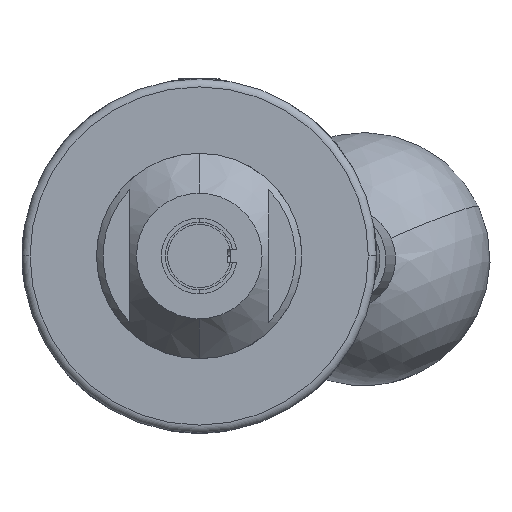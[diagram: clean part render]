
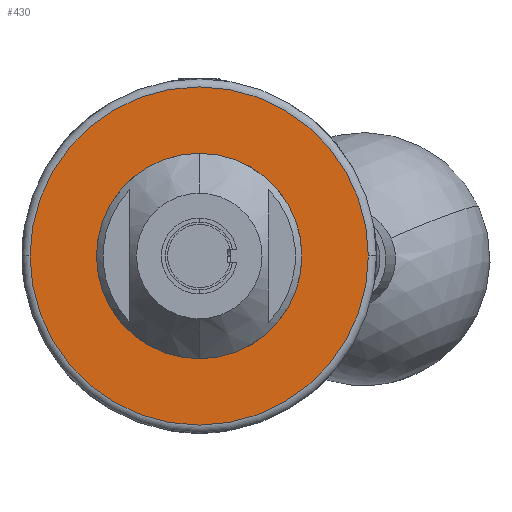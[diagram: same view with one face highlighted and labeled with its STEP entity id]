
A CAD part, left-side view. The second image highlights one B-rep face of the part: STEP entity #430.
In plain terms, the highlighted planar face has unit normal (-1, 0, 0).
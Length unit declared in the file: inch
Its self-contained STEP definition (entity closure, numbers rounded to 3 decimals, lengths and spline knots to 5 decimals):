
#139 = EDGE_CURVE ( 'NONE', #7346, #2863, #1178, .T. ) ;
#200 = FACE_OUTER_BOUND ( 'NONE', #1690, .T. ) ;
#430 = ADVANCED_FACE ( 'NONE', ( #7861, #200 ), #3077, .F. ) ;
#1178 = CIRCLE ( 'NONE', #5231, 0.1985 ) ;
#1690 = EDGE_LOOP ( 'NONE', ( #2404, #3866 ) ) ;
#1726 = AXIS2_PLACEMENT_3D ( 'NONE', #8564, #11428, #5511 ) ;
#2129 = VERTEX_POINT ( 'NONE', #8613 ) ;
#2263 = DIRECTION ( 'NONE',  ( 0., -1., 0. ) ) ;
#2404 = ORIENTED_EDGE ( 'NONE', *, *, #9349, .T. ) ;
#2863 = VERTEX_POINT ( 'NONE', #3304 ) ;
#2933 = CIRCLE ( 'NONE', #9557, 0.1985 ) ;
#3077 = PLANE ( 'NONE',  #8846 ) ;
#3152 = VERTEX_POINT ( 'NONE', #5522 ) ;
#3304 = CARTESIAN_POINT ( 'NONE',  ( -2.878, 0., 0.1985 ) ) ;
#3866 = ORIENTED_EDGE ( 'NONE', *, *, #4161, .T. ) ;
#3964 = CIRCLE ( 'NONE', #8555, 0.835 ) ;
#4161 = EDGE_CURVE ( 'NONE', #3152, #2129, #7153, .T. ) ;
#4444 = ORIENTED_EDGE ( 'NONE', *, *, #9165, .F. ) ;
#4760 = DIRECTION ( 'NONE',  ( -1., 0., 0. ) ) ;
#5176 = DIRECTION ( 'NONE',  ( 1., 0., 0. ) ) ;
#5231 = AXIS2_PLACEMENT_3D ( 'NONE', #6242, #10963, #12268 ) ;
#5511 = DIRECTION ( 'NONE',  ( 0., -1., 0. ) ) ;
#5522 = CARTESIAN_POINT ( 'NONE',  ( -2.878, 0.835, 0. ) ) ;
#5710 = CARTESIAN_POINT ( 'NONE',  ( -2.878, 0., 0. ) ) ;
#6242 = CARTESIAN_POINT ( 'NONE',  ( -2.878, 0., 0. ) ) ;
#7153 = CIRCLE ( 'NONE', #1726, 0.835 ) ;
#7263 = EDGE_LOOP ( 'NONE', ( #11645, #4444 ) ) ;
#7346 = VERTEX_POINT ( 'NONE', #9288 ) ;
#7492 = DIRECTION ( 'NONE',  ( 0., -1., 0. ) ) ;
#7861 = FACE_BOUND ( 'NONE', #7263, .T. ) ;
#8503 = CARTESIAN_POINT ( 'NONE',  ( -2.878, 0., 0. ) ) ;
#8555 = AXIS2_PLACEMENT_3D ( 'NONE', #8503, #10285, #7492 ) ;
#8564 = CARTESIAN_POINT ( 'NONE',  ( -2.878, 0., 0. ) ) ;
#8613 = CARTESIAN_POINT ( 'NONE',  ( -2.878, -0.835, 0. ) ) ;
#8846 = AXIS2_PLACEMENT_3D ( 'NONE', #10919, #5176, #2263 ) ;
#9165 = EDGE_CURVE ( 'NONE', #2863, #7346, #2933, .T. ) ;
#9288 = CARTESIAN_POINT ( 'NONE',  ( -2.878, 0., -0.1985 ) ) ;
#9349 = EDGE_CURVE ( 'NONE', #2129, #3152, #3964, .T. ) ;
#9557 = AXIS2_PLACEMENT_3D ( 'NONE', #5710, #4760, #11693 ) ;
#10285 = DIRECTION ( 'NONE',  ( -1., 0., 0. ) ) ;
#10919 = CARTESIAN_POINT ( 'NONE',  ( -2.878, -0.875, 0. ) ) ;
#10963 = DIRECTION ( 'NONE',  ( -1., 0., 0. ) ) ;
#11428 = DIRECTION ( 'NONE',  ( -1., 0., 0. ) ) ;
#11645 = ORIENTED_EDGE ( 'NONE', *, *, #139, .F. ) ;
#11693 = DIRECTION ( 'NONE',  ( 0., 0., -1. ) ) ;
#12268 = DIRECTION ( 'NONE',  ( 0., 0., -1. ) ) ;
